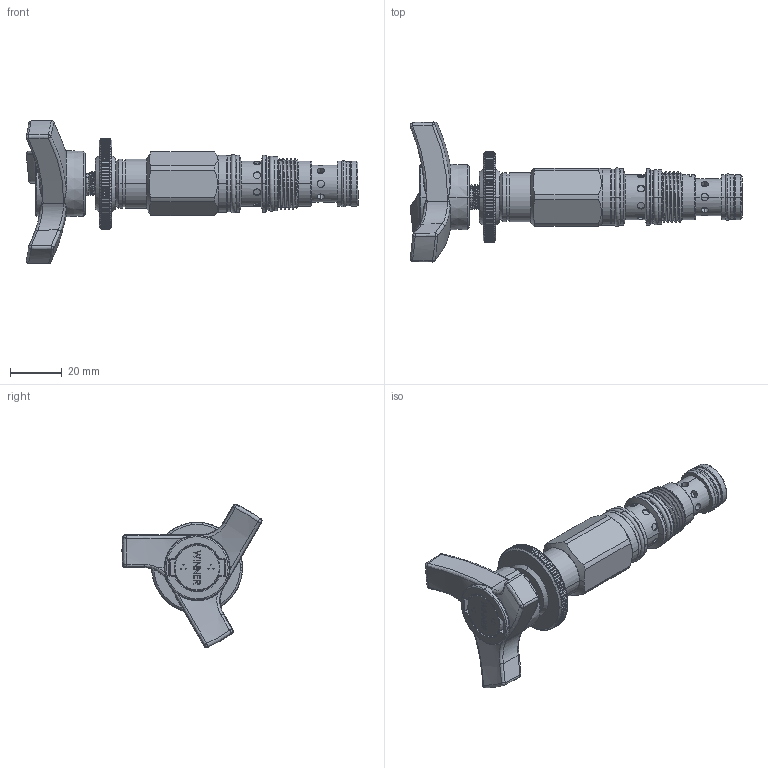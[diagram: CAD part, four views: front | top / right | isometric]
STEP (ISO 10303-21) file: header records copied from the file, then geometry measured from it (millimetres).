
FILE_DESCRIPTION (( 'STEP AP203' ), '1' );
FILE_NAME ('PD11A30-T.STEP', '2017-08-17T07:53:54', ( '' ), ( '' ), 'SwSTEP 2.0', 'SolidWorks 2012', '' );
FILE_SCHEMA (( 'CONFIG_CONTROL_DESIGN' ));
Length unit declared in the file: millimetre
Products named in the file (1): PD11A30-T
Bounding box: 128.02 x 54.02 x 55.33 mm (x, y, z)
Volume: 50636.3 mm3; surface area: 17605.9 mm2
Topology: 3 solids, 3 shells, 834 faces, 2152 edges, 1362 vertices
Faces by surface type: plane 335, cylinder 261, bspline 86, cone 73, sphere 40, torus 39
Entity records: 36378 total; most frequent: CARTESIAN_POINT 17247, ORIENTED_EDGE 4262, DIRECTION 3634, EDGE_CURVE 2131, AXIS2_PLACEMENT_3D 1438, VERTEX_POINT 1356, EDGE_LOOP 895, FACE_OUTER_BOUND 834
